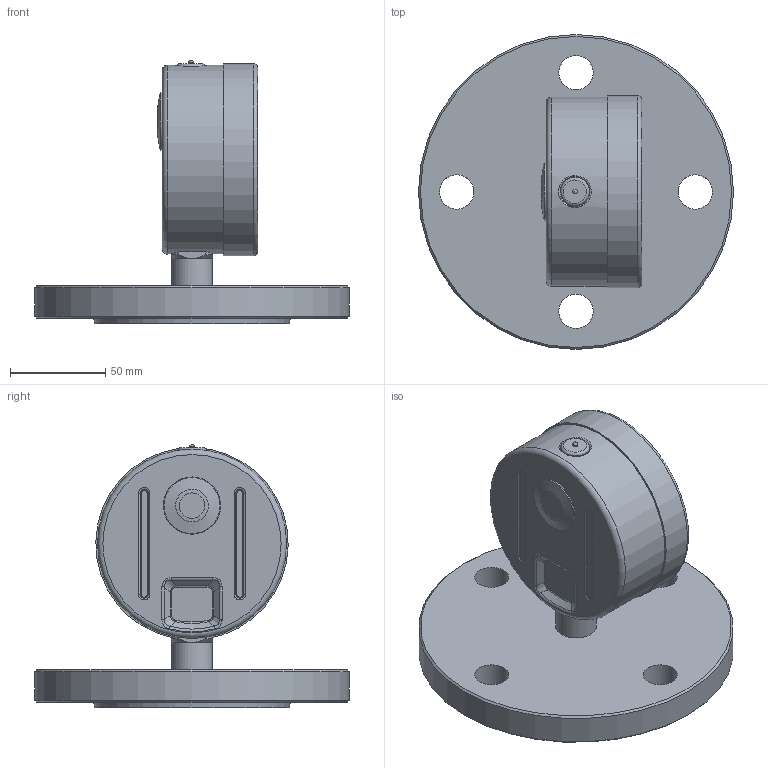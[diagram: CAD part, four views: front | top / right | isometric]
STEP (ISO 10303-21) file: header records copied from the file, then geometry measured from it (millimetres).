
FILE_DESCRIPTION(/* description */ (''),/* implementation_level */ '2;1');
FILE_NAME(/* name */ 'PF100FL_D402_889XX402.stp',/* time_stamp */ '2018-02-02T12:09:56+01:00',/* author */ ('acgl'),/* organization */ (''),/* preprocessor_version */ 'ST-DEVELOPER v15.6',/* originating_system */ 'Autodesk Inventor 2015',/* authorisation */ '');
FILE_SCHEMA (('AUTOMOTIVE_DESIGN { 1 0 10303 214 3 1 1 }'));
Length unit declared in the file: centimetre
Products named in the file (1): PF100FL_D402_889XX402
Bounding box: 165 x 165 x 138.2 mm (x, y, z)
Volume: 749881.7 mm3; surface area: 85577.8 mm2
Topology: 1 solids, 1 shells, 85 faces, 188 edges, 115 vertices
Faces by surface type: cylinder 31, plane 19, torus 15, bspline 13, cone 6, sphere 1
Full cylindrical faces by diameter (mm): 2.5 x1, 15 x1, 18 x4, 21.5 x1, 30 x1, 99 x1, 100.8 x1, 165 x1
Entity records: 2881 total; most frequent: CARTESIAN_POINT 956, DIRECTION 382, ORIENTED_EDGE 326, AXIS2_PLACEMENT_3D 172, EDGE_CURVE 163, EDGE_LOOP 125, VERTEX_POINT 112, CIRCLE 91
